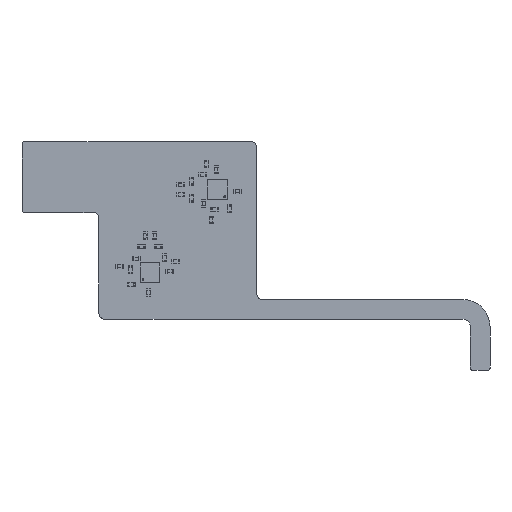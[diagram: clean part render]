
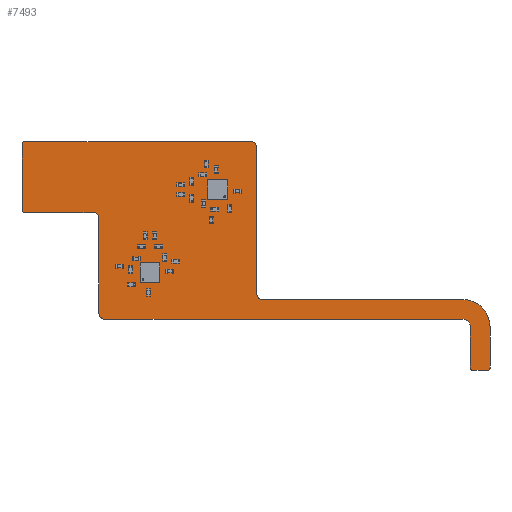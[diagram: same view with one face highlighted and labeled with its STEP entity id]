
A CAD part, top view. The second image highlights one B-rep face of the part: STEP entity #7493.
In plain terms, the highlighted planar face has unit normal (0, 0, 1).
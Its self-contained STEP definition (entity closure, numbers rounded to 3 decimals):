
#6704 = VERTEX_POINT('',#6705);
#6705 = CARTESIAN_POINT('',(-0.665,14.51,0.15));
#6711 = EDGE_CURVE('',#6704,#6712,#6714,.T.);
#6712 = VERTEX_POINT('',#6713);
#6713 = CARTESIAN_POINT('',(0.085,13.76,0.15));
#6714 = CIRCLE('',#6715,0.75);
#6715 = AXIS2_PLACEMENT_3D('',#6716,#6717,#6718);
#6716 = CARTESIAN_POINT('',(-0.665,13.76,0.15));
#6717 = DIRECTION('',(0.,0.,-1.));
#6718 = DIRECTION('',(0.,1.,0.));
#6744 = EDGE_CURVE('',#6712,#6745,#6747,.T.);
#6745 = VERTEX_POINT('',#6746);
#6746 = CARTESIAN_POINT('',(0.085,-4.76,0.15));
#6747 = LINE('',#6748,#6749);
#6748 = CARTESIAN_POINT('',(0.085,13.76,0.15));
#6749 = VECTOR('',#6750,1.);
#6750 = DIRECTION('',(0.,-1.,0.));
#6775 = EDGE_CURVE('',#6745,#6776,#6778,.T.);
#6776 = VERTEX_POINT('',#6777);
#6777 = CARTESIAN_POINT('',(0.835,-5.51,0.15));
#6778 = CIRCLE('',#6779,0.75);
#6779 = AXIS2_PLACEMENT_3D('',#6780,#6781,#6782);
#6780 = CARTESIAN_POINT('',(0.835,-4.76,0.15));
#6781 = DIRECTION('',(0.,0.,1.));
#6782 = DIRECTION('',(-1.,0.,0.));
#6808 = EDGE_CURVE('',#6776,#6809,#6811,.T.);
#6809 = VERTEX_POINT('',#6810);
#6810 = CARTESIAN_POINT('',(26.225,-5.51,0.15));
#6811 = LINE('',#6812,#6813);
#6812 = CARTESIAN_POINT('',(0.835,-5.51,0.15));
#6813 = VECTOR('',#6814,1.);
#6814 = DIRECTION('',(1.,0.,0.));
#6839 = EDGE_CURVE('',#6809,#6840,#6842,.T.);
#6840 = VERTEX_POINT('',#6841);
#6841 = CARTESIAN_POINT('',(29.675,-8.96,0.15));
#6842 = CIRCLE('',#6843,3.45);
#6843 = AXIS2_PLACEMENT_3D('',#6844,#6845,#6846);
#6844 = CARTESIAN_POINT('',(26.225,-8.96,0.15));
#6845 = DIRECTION('',(0.,0.,-1.));
#6846 = DIRECTION('',(0.,1.,0.));
#6872 = EDGE_CURVE('',#6840,#6873,#6875,.T.);
#6873 = VERTEX_POINT('',#6874);
#6874 = CARTESIAN_POINT('',(29.675,-12.51,0.15));
#6875 = LINE('',#6876,#6877);
#6876 = CARTESIAN_POINT('',(29.675,-8.96,0.15));
#6877 = VECTOR('',#6878,1.);
#6878 = DIRECTION('',(0.,-1.,0.));
#6903 = EDGE_CURVE('',#6873,#6904,#6906,.T.);
#6904 = VERTEX_POINT('',#6905);
#6905 = CARTESIAN_POINT('',(29.675,-14.21,0.15));
#6906 = LINE('',#6907,#6908);
#6907 = CARTESIAN_POINT('',(29.675,-12.51,0.15));
#6908 = VECTOR('',#6909,1.);
#6909 = DIRECTION('',(0.,-1.,0.));
#6934 = EDGE_CURVE('',#6904,#6935,#6937,.T.);
#6935 = VERTEX_POINT('',#6936);
#6936 = CARTESIAN_POINT('',(29.375,-14.51,0.15));
#6937 = CIRCLE('',#6938,0.3);
#6938 = AXIS2_PLACEMENT_3D('',#6939,#6940,#6941);
#6939 = CARTESIAN_POINT('',(29.375,-14.21,0.15));
#6940 = DIRECTION('',(0.,0.,-1.));
#6941 = DIRECTION('',(1.,0.,0.));
#6967 = EDGE_CURVE('',#6935,#6968,#6970,.T.);
#6968 = VERTEX_POINT('',#6969);
#6969 = CARTESIAN_POINT('',(27.475,-14.51,0.15));
#6970 = LINE('',#6971,#6972);
#6971 = CARTESIAN_POINT('',(29.375,-14.51,0.15));
#6972 = VECTOR('',#6973,1.);
#6973 = DIRECTION('',(-1.,0.,0.));
#6998 = EDGE_CURVE('',#6968,#6999,#7001,.T.);
#6999 = VERTEX_POINT('',#7000);
#7000 = CARTESIAN_POINT('',(27.175,-14.21,0.15));
#7001 = CIRCLE('',#7002,0.3);
#7002 = AXIS2_PLACEMENT_3D('',#7003,#7004,#7005);
#7003 = CARTESIAN_POINT('',(27.475,-14.21,0.15));
#7004 = DIRECTION('',(0.,0.,-1.));
#7005 = DIRECTION('',(0.,-1.,-0.));
#7031 = EDGE_CURVE('',#6999,#7032,#7034,.T.);
#7032 = VERTEX_POINT('',#7033);
#7033 = CARTESIAN_POINT('',(27.175,-12.51,0.15));
#7034 = LINE('',#7035,#7036);
#7035 = CARTESIAN_POINT('',(27.175,-14.21,0.15));
#7036 = VECTOR('',#7037,1.);
#7037 = DIRECTION('',(0.,1.,0.));
#7062 = EDGE_CURVE('',#7032,#7063,#7065,.T.);
#7063 = VERTEX_POINT('',#7064);
#7064 = CARTESIAN_POINT('',(27.175,-8.96,0.15));
#7065 = LINE('',#7066,#7067);
#7066 = CARTESIAN_POINT('',(27.175,-12.51,0.15));
#7067 = VECTOR('',#7068,1.);
#7068 = DIRECTION('',(0.,1.,0.));
#7093 = EDGE_CURVE('',#7063,#7094,#7096,.T.);
#7094 = VERTEX_POINT('',#7095);
#7095 = CARTESIAN_POINT('',(26.225,-8.01,0.15));
#7096 = CIRCLE('',#7097,0.95);
#7097 = AXIS2_PLACEMENT_3D('',#7098,#7099,#7100);
#7098 = CARTESIAN_POINT('',(26.225,-8.96,0.15));
#7099 = DIRECTION('',(0.,0.,1.));
#7100 = DIRECTION('',(1.,0.,-0.));
#7126 = EDGE_CURVE('',#7094,#7127,#7129,.T.);
#7127 = VERTEX_POINT('',#7128);
#7128 = CARTESIAN_POINT('',(-19.165,-8.01,0.15));
#7129 = LINE('',#7130,#7131);
#7130 = CARTESIAN_POINT('',(26.225,-8.01,0.15));
#7131 = VECTOR('',#7132,1.);
#7132 = DIRECTION('',(-1.,0.,0.));
#7157 = EDGE_CURVE('',#7127,#7158,#7160,.T.);
#7158 = VERTEX_POINT('',#7159);
#7159 = CARTESIAN_POINT('',(-19.915,-7.26,0.15));
#7160 = CIRCLE('',#7161,0.75);
#7161 = AXIS2_PLACEMENT_3D('',#7162,#7163,#7164);
#7162 = CARTESIAN_POINT('',(-19.165,-7.26,0.15));
#7163 = DIRECTION('',(0.,0.,-1.));
#7164 = DIRECTION('',(0.,-1.,-0.));
#7190 = EDGE_CURVE('',#7158,#7191,#7193,.T.);
#7191 = VERTEX_POINT('',#7192);
#7192 = CARTESIAN_POINT('',(-19.915,4.76,0.15));
#7193 = LINE('',#7194,#7195);
#7194 = CARTESIAN_POINT('',(-19.915,-7.26,0.15));
#7195 = VECTOR('',#7196,1.);
#7196 = DIRECTION('',(0.,1.,0.));
#7221 = EDGE_CURVE('',#7191,#7222,#7224,.T.);
#7222 = VERTEX_POINT('',#7223);
#7223 = CARTESIAN_POINT('',(-20.665,5.51,0.15));
#7224 = CIRCLE('',#7225,0.75);
#7225 = AXIS2_PLACEMENT_3D('',#7226,#7227,#7228);
#7226 = CARTESIAN_POINT('',(-20.665,4.76,0.15));
#7227 = DIRECTION('',(0.,0.,1.));
#7228 = DIRECTION('',(1.,0.,-0.));
#7254 = EDGE_CURVE('',#7222,#7255,#7257,.T.);
#7255 = VERTEX_POINT('',#7256);
#7256 = CARTESIAN_POINT('',(-27.675,5.51,0.15));
#7257 = LINE('',#7258,#7259);
#7258 = CARTESIAN_POINT('',(-20.665,5.51,0.15));
#7259 = VECTOR('',#7260,1.);
#7260 = DIRECTION('',(-1.,0.,0.));
#7285 = EDGE_CURVE('',#7255,#7286,#7288,.T.);
#7286 = VERTEX_POINT('',#7287);
#7287 = CARTESIAN_POINT('',(-29.375,5.51,0.15));
#7288 = LINE('',#7289,#7290);
#7289 = CARTESIAN_POINT('',(-27.675,5.51,0.15));
#7290 = VECTOR('',#7291,1.);
#7291 = DIRECTION('',(-1.,0.,0.));
#7316 = EDGE_CURVE('',#7286,#7317,#7319,.T.);
#7317 = VERTEX_POINT('',#7318);
#7318 = CARTESIAN_POINT('',(-29.675,5.81,0.15));
#7319 = CIRCLE('',#7320,0.3);
#7320 = AXIS2_PLACEMENT_3D('',#7321,#7322,#7323);
#7321 = CARTESIAN_POINT('',(-29.375,5.81,0.15));
#7322 = DIRECTION('',(0.,0.,-1.));
#7323 = DIRECTION('',(0.,-1.,-0.));
#7349 = EDGE_CURVE('',#7317,#7350,#7352,.T.);
#7350 = VERTEX_POINT('',#7351);
#7351 = CARTESIAN_POINT('',(-29.675,14.21,0.15));
#7352 = LINE('',#7353,#7354);
#7353 = CARTESIAN_POINT('',(-29.675,5.81,0.15));
#7354 = VECTOR('',#7355,1.);
#7355 = DIRECTION('',(0.,1.,0.));
#7380 = EDGE_CURVE('',#7350,#7381,#7383,.T.);
#7381 = VERTEX_POINT('',#7382);
#7382 = CARTESIAN_POINT('',(-29.375,14.51,0.15));
#7383 = CIRCLE('',#7384,0.3);
#7384 = AXIS2_PLACEMENT_3D('',#7385,#7386,#7387);
#7385 = CARTESIAN_POINT('',(-29.375,14.21,0.15));
#7386 = DIRECTION('',(0.,0.,-1.));
#7387 = DIRECTION('',(-1.,0.,0.));
#7413 = EDGE_CURVE('',#7381,#7414,#7416,.T.);
#7414 = VERTEX_POINT('',#7415);
#7415 = CARTESIAN_POINT('',(-27.675,14.51,0.15));
#7416 = LINE('',#7417,#7418);
#7417 = CARTESIAN_POINT('',(-29.375,14.51,0.15));
#7418 = VECTOR('',#7419,1.);
#7419 = DIRECTION('',(1.,0.,0.));
#7444 = EDGE_CURVE('',#7414,#6704,#7445,.T.);
#7445 = LINE('',#7446,#7447);
#7446 = CARTESIAN_POINT('',(-27.675,14.51,0.15));
#7447 = VECTOR('',#7448,1.);
#7448 = DIRECTION('',(1.,0.,0.));
#7493 = ADVANCED_FACE('',(#7494),#7520,.T.);
#7494 = FACE_BOUND('',#7495,.F.);
#7495 = EDGE_LOOP('',(#7496,#7497,#7498,#7499,#7500,#7501,#7502,#7503,
    #7504,#7505,#7506,#7507,#7508,#7509,#7510,#7511,#7512,#7513,#7514,
    #7515,#7516,#7517,#7518,#7519));
#7496 = ORIENTED_EDGE('',*,*,#6711,.T.);
#7497 = ORIENTED_EDGE('',*,*,#6744,.T.);
#7498 = ORIENTED_EDGE('',*,*,#6775,.T.);
#7499 = ORIENTED_EDGE('',*,*,#6808,.T.);
#7500 = ORIENTED_EDGE('',*,*,#6839,.T.);
#7501 = ORIENTED_EDGE('',*,*,#6872,.T.);
#7502 = ORIENTED_EDGE('',*,*,#6903,.T.);
#7503 = ORIENTED_EDGE('',*,*,#6934,.T.);
#7504 = ORIENTED_EDGE('',*,*,#6967,.T.);
#7505 = ORIENTED_EDGE('',*,*,#6998,.T.);
#7506 = ORIENTED_EDGE('',*,*,#7031,.T.);
#7507 = ORIENTED_EDGE('',*,*,#7062,.T.);
#7508 = ORIENTED_EDGE('',*,*,#7093,.T.);
#7509 = ORIENTED_EDGE('',*,*,#7126,.T.);
#7510 = ORIENTED_EDGE('',*,*,#7157,.T.);
#7511 = ORIENTED_EDGE('',*,*,#7190,.T.);
#7512 = ORIENTED_EDGE('',*,*,#7221,.T.);
#7513 = ORIENTED_EDGE('',*,*,#7254,.T.);
#7514 = ORIENTED_EDGE('',*,*,#7285,.T.);
#7515 = ORIENTED_EDGE('',*,*,#7316,.T.);
#7516 = ORIENTED_EDGE('',*,*,#7349,.T.);
#7517 = ORIENTED_EDGE('',*,*,#7380,.T.);
#7518 = ORIENTED_EDGE('',*,*,#7413,.T.);
#7519 = ORIENTED_EDGE('',*,*,#7444,.T.);
#7520 = PLANE('',#7521);
#7521 = AXIS2_PLACEMENT_3D('',#7522,#7523,#7524);
#7522 = CARTESIAN_POINT('',(0.,0.,0.15));
#7523 = DIRECTION('',(0.,0.,1.));
#7524 = DIRECTION('',(1.,0.,-0.));
